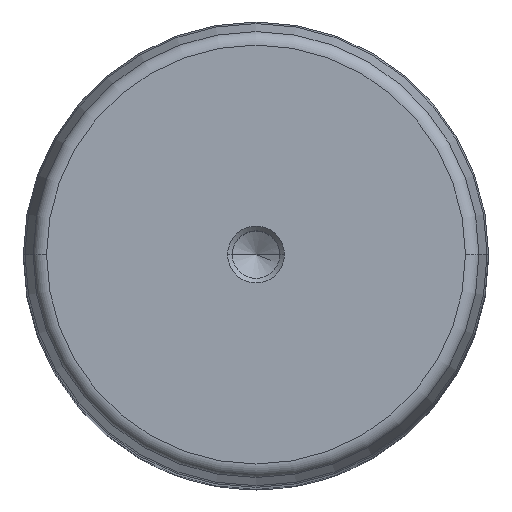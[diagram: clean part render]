
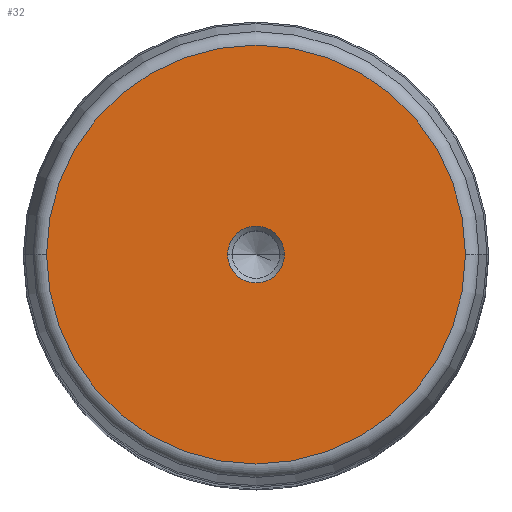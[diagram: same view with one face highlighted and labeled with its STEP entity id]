
A CAD part, top view. The second image highlights one B-rep face of the part: STEP entity #32.
In plain terms, the highlighted planar face has unit normal (0, 0, 1).
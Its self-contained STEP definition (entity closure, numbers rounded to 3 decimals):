
#32 = ADVANCED_FACE ( 'NONE', ( #392, #3339 ), #693, .T. ) ;
#105 = VERTEX_POINT ( 'NONE', #945 ) ;
#124 = AXIS2_PLACEMENT_3D ( 'NONE', #1698, #572, #1976 ) ;
#231 = DIRECTION ( 'NONE',  ( 0., 0., -1. ) ) ;
#236 = ORIENTED_EDGE ( 'NONE', *, *, #402, .T. ) ;
#254 = CARTESIAN_POINT ( 'NONE',  ( 45.019, 0., 355. ) ) ;
#392 = FACE_OUTER_BOUND ( 'NONE', #639, .T. ) ;
#402 = EDGE_CURVE ( 'NONE', #105, #1866, #1146, .T. ) ;
#544 = ORIENTED_EDGE ( 'NONE', *, *, #1262, .T. ) ;
#572 = DIRECTION ( 'NONE',  ( 0., 0., 1. ) ) ;
#639 = EDGE_LOOP ( 'NONE', ( #3427, #236 ) ) ;
#672 = DIRECTION ( 'NONE',  ( 1., 0., 0. ) ) ;
#693 = PLANE ( 'NONE',  #3100 ) ;
#750 = CARTESIAN_POINT ( 'NONE',  ( 0., 0., 355. ) ) ;
#945 = CARTESIAN_POINT ( 'NONE',  ( -45.019, 0., 355. ) ) ;
#965 = CARTESIAN_POINT ( 'NONE',  ( 0., 0., 355. ) ) ;
#995 = EDGE_CURVE ( 'NONE', #1866, #105, #2161, .T. ) ;
#1019 = AXIS2_PLACEMENT_3D ( 'NONE', #750, #2936, #2919 ) ;
#1146 = CIRCLE ( 'NONE', #2700, 45.019 ) ;
#1235 = DIRECTION ( 'NONE',  ( 0., 0., 1. ) ) ;
#1240 = DIRECTION ( 'NONE',  ( 1., 0., 0. ) ) ;
#1262 = EDGE_CURVE ( 'NONE', #2750, #3534, #1609, .T. ) ;
#1548 = AXIS2_PLACEMENT_3D ( 'NONE', #2420, #231, #2135 ) ;
#1609 = CIRCLE ( 'NONE', #1548, 6.1 ) ;
#1653 = CARTESIAN_POINT ( 'NONE',  ( 6.1, 0., 355. ) ) ;
#1698 = CARTESIAN_POINT ( 'NONE',  ( 0., 0., 355. ) ) ;
#1866 = VERTEX_POINT ( 'NONE', #254 ) ;
#1976 = DIRECTION ( 'NONE',  ( 1., 0., 0. ) ) ;
#2135 = DIRECTION ( 'NONE',  ( 1., 0., 0. ) ) ;
#2161 = CIRCLE ( 'NONE', #124, 45.019 ) ;
#2195 = CARTESIAN_POINT ( 'NONE',  ( -6.1, 0., 355. ) ) ;
#2400 = EDGE_LOOP ( 'NONE', ( #2841, #544 ) ) ;
#2420 = CARTESIAN_POINT ( 'NONE',  ( 0., 0., 355. ) ) ;
#2685 = CIRCLE ( 'NONE', #1019, 6.1 ) ;
#2700 = AXIS2_PLACEMENT_3D ( 'NONE', #965, #2868, #1240 ) ;
#2750 = VERTEX_POINT ( 'NONE', #2195 ) ;
#2841 = ORIENTED_EDGE ( 'NONE', *, *, #3011, .T. ) ;
#2868 = DIRECTION ( 'NONE',  ( 0., 0., 1. ) ) ;
#2919 = DIRECTION ( 'NONE',  ( 1., 0., 0. ) ) ;
#2936 = DIRECTION ( 'NONE',  ( 0., 0., -1. ) ) ;
#3011 = EDGE_CURVE ( 'NONE', #3534, #2750, #2685, .T. ) ;
#3100 = AXIS2_PLACEMENT_3D ( 'NONE', #3101, #1235, #672 ) ;
#3101 = CARTESIAN_POINT ( 'NONE',  ( 0., 0., 355. ) ) ;
#3339 = FACE_BOUND ( 'NONE', #2400, .T. ) ;
#3427 = ORIENTED_EDGE ( 'NONE', *, *, #995, .T. ) ;
#3534 = VERTEX_POINT ( 'NONE', #1653 ) ;
